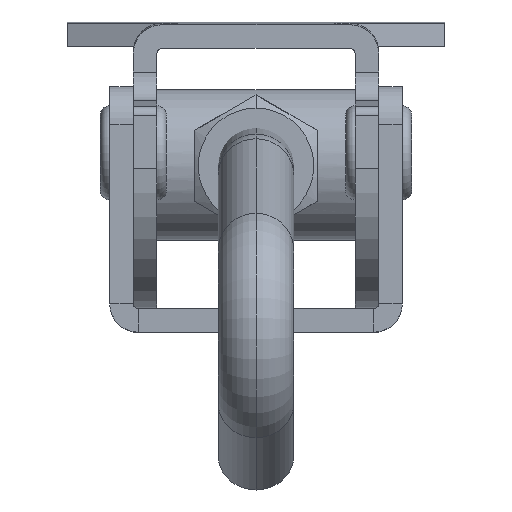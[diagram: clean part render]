
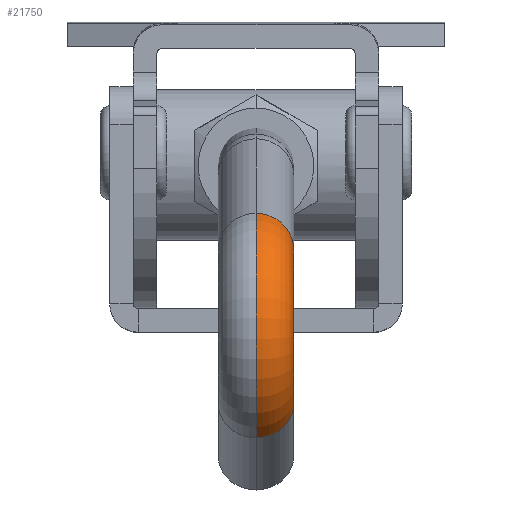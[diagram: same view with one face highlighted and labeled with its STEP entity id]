
A CAD part, left-side view. The second image highlights one B-rep face of the part: STEP entity #21750.
In plain terms, the highlighted toroidal (fillet/blend) face has major radius 8.8 mm and minor radius 4 mm.
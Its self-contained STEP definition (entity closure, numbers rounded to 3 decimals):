
#2020 = CARTESIAN_POINT ( 'NONE',  ( -138.321, -11.864, 0. ) ) ;
#2032 = CARTESIAN_POINT ( 'NONE',  ( -140.391, -4.136, 0. ) ) ;
#2041 = CARTESIAN_POINT ( 'NONE',  ( -142.889, -27.905, 0. ) ) ;
#2060 = CARTESIAN_POINT ( 'NONE',  ( -139.257, -20.777, 0. ) ) ;
#4351 = EDGE_CURVE ( 'NONE', #16962, #16970, #6723, .T. ) ;
#4352 = EDGE_CURVE ( 'NONE', #16962, #16958, #6307, .T. ) ;
#4353 = EDGE_CURVE ( 'NONE', #16958, #16956, #6696, .T. ) ;
#4354 = EDGE_CURVE ( 'NONE', #16970, #16956, #6468, .T. ) ;
#4480 = AXIS2_PLACEMENT_3D ( 'NONE', #21165, #21164, #21163 ) ;
#4481 = AXIS2_PLACEMENT_3D ( 'NONE', #21161, #21160, #21159 ) ;
#4482 = AXIS2_PLACEMENT_3D ( 'NONE', #21158, #21157, #21156 ) ;
#4483 = AXIS2_PLACEMENT_3D ( 'NONE', #21155, #21154, #21153 ) ;
#6307 = CIRCLE ( 'NONE', #4481, 12.8 ) ;
#6468 = CIRCLE ( 'NONE', #4483, 4.8 ) ;
#6696 = CIRCLE ( 'NONE', #4482, 4. ) ;
#6723 = CIRCLE ( 'NONE', #4480, 4. ) ;
#7064 = TOROIDAL_SURFACE ( 'NONE', #12342, 8.8, 4. ) ;
#7068 = FACE_OUTER_BOUND ( 'NONE', #12131, .T. ) ;
#11979 = ORIENTED_EDGE ( 'NONE', *, *, #4354, .F. ) ;
#11980 = ORIENTED_EDGE ( 'NONE', *, *, #4353, .T. ) ;
#11981 = ORIENTED_EDGE ( 'NONE', *, *, #4352, .T. ) ;
#11982 = ORIENTED_EDGE ( 'NONE', *, *, #4351, .F. ) ;
#12131 = EDGE_LOOP ( 'NONE', ( #11982, #11981, #11980, #11979 ) ) ;
#12342 = AXIS2_PLACEMENT_3D ( 'NONE', #13138, #13133, #13141 ) ;
#13133 = DIRECTION ( 'NONE',  ( 0., 0., 1. ) ) ;
#13138 = CARTESIAN_POINT ( 'NONE',  ( -137.078, -16.5, 0. ) ) ;
#13141 = DIRECTION ( 'NONE',  ( 1., 0., 0. ) ) ;
#16956 = VERTEX_POINT ( 'NONE', #2060 ) ;
#16958 = VERTEX_POINT ( 'NONE', #2041 ) ;
#16962 = VERTEX_POINT ( 'NONE', #2032 ) ;
#16970 = VERTEX_POINT ( 'NONE', #2020 ) ;
#21153 = DIRECTION ( 'NONE',  ( 1., 0., 0. ) ) ;
#21154 = DIRECTION ( 'NONE',  ( 0., 0., 1. ) ) ;
#21155 = CARTESIAN_POINT ( 'NONE',  ( -137.078, -16.5, 0. ) ) ;
#21156 = DIRECTION ( 'NONE',  ( 0., 0., -1. ) ) ;
#21157 = DIRECTION ( 'NONE',  ( -0.891, 0.454, 0. ) ) ;
#21158 = CARTESIAN_POINT ( 'NONE',  ( -141.073, -24.341, 0. ) ) ;
#21159 = DIRECTION ( 'NONE',  ( 1., 0., 0. ) ) ;
#21160 = DIRECTION ( 'NONE',  ( 0., 0., 1. ) ) ;
#21161 = CARTESIAN_POINT ( 'NONE',  ( -137.078, -16.5, 0. ) ) ;
#21163 = DIRECTION ( 'NONE',  ( 0., 0., -1. ) ) ;
#21164 = DIRECTION ( 'NONE',  ( 0.966, 0.259, 0. ) ) ;
#21165 = CARTESIAN_POINT ( 'NONE',  ( -139.356, -8., 0. ) ) ;
#21750 = ADVANCED_FACE ( 'NONE', ( #7068 ), #7064, .T. ) ;
